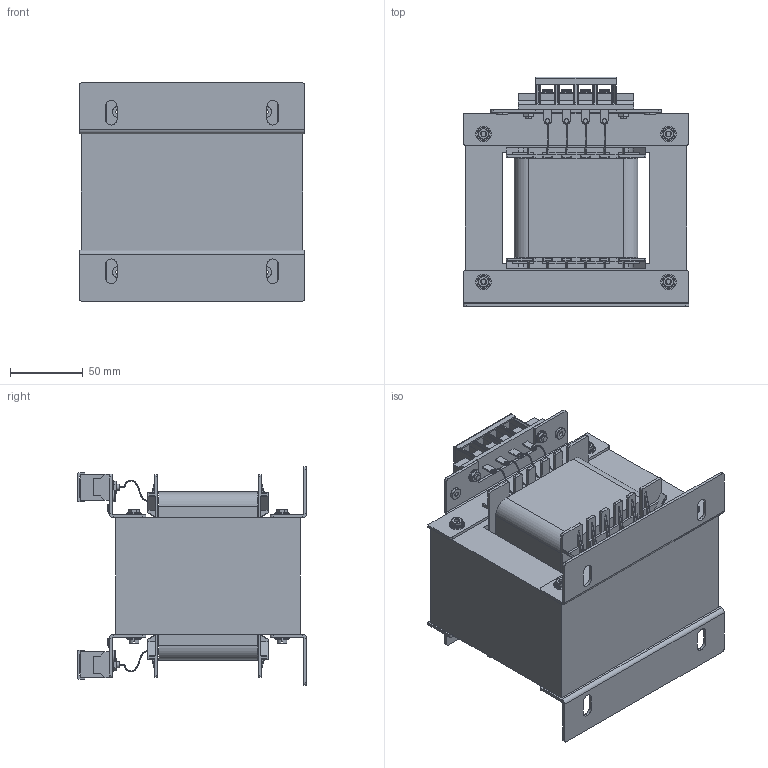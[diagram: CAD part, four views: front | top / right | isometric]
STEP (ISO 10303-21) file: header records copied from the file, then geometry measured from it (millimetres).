
FILE_DESCRIPTION (( 'STEP AP214' ), '1' );
FILE_NAME ('9409 STEP.STEP', '2025-04-11T13:12:14', ( '' ), ( '' ), 'SwSTEP 2.0', 'SolidWorks 2022', '' );
FILE_SCHEMA (( 'AUTOMOTIVE_DESIGN' ));
Length unit declared in the file: millimetre
Products named in the file (1): 9409 STEP
Bounding box: 155 x 157.6 x 150 mm (x, y, z)
Volume: 1728924.3 mm3; surface area: 347850.1 mm2
Topology: 60 solids, 60 shells, 3200 faces, 8140 edges, 5022 vertices
Faces by surface type: plane 1942, cylinder 710, bspline 218, torus 164, cone 146, sphere 20
Entity records: 140969 total; most frequent: CARTESIAN_POINT 30579, ORIENTED_EDGE 16088, DIRECTION 14344, EDGE_CURVE 8044, LINE 5262, VECTOR 5262, VERTEX_POINT 5022, AXIS2_PLACEMENT_3D 4541
